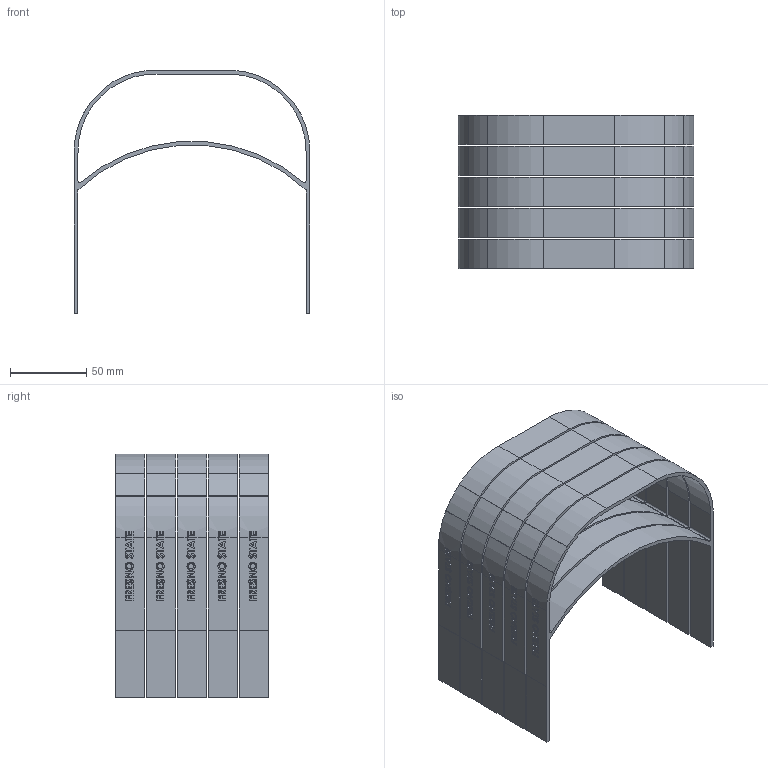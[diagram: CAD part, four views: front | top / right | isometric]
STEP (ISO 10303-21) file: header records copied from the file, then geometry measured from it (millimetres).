
FILE_DESCRIPTION (( 'STEP AP214' ), '1' );
FILE_NAME ('5.STEP', '2020-04-15T00:39:32', ( '' ), ( '' ), 'SwSTEP 2.0', 'SolidWorks 2019', '' );
FILE_SCHEMA (( 'AUTOMOTIVE_DESIGN' ));
Length unit declared in the file: inch
Products named in the file (1): 5
Bounding box: 154.96 x 100.33 x 160.08 mm (x, y, z)
Volume: 139634.5 mm3; surface area: 127384.3 mm2
Topology: 5 solids, 5 shells, 875 faces, 2400 edges, 1600 vertices
Faces by surface type: plane 600, bspline 205, cylinder 70
Entity records: 37708 total; most frequent: CARTESIAN_POINT 16581, ORIENTED_EDGE 4800, DIRECTION 3512, EDGE_CURVE 2400, LINE 1810, VECTOR 1810, VERTEX_POINT 1600, EDGE_LOOP 950
